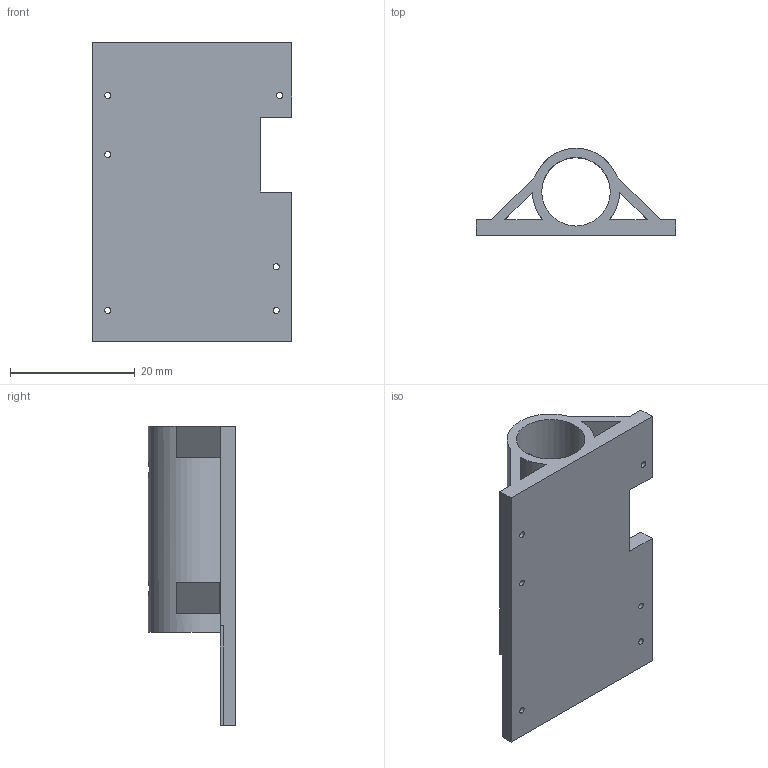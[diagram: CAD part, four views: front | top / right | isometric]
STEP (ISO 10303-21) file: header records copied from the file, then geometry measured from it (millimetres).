
FILE_DESCRIPTION(/* description */ (''),/* implementation_level */ '2;1');
FILE_NAME(/* name */ 'Pen Holder v2.step',/* time_stamp */ '2019-05-31T21:43:23-03:00',/* author */ (''),/* organization */ (''),/* preprocessor_version */ 'ST-DEVELOPER v18',/* originating_system */ 'Autodesk Translation Framework v8.2.0.1029',/* authorisation */ '');
FILE_SCHEMA (('AUTOMOTIVE_DESIGN { 1 0 10303 214 3 1 1 }'));
Length unit declared in the file: millimetre
Products named in the file (1): Pen Holder
Bounding box: 32 x 14 x 48 mm (x, y, z)
Volume: 5103.2 mm3; surface area: 5684.2 mm2
Topology: 1 solids, 1 shells, 40 faces, 124 edges, 84 vertices
Faces by surface type: plane 30, cylinder 10
Full cylindrical faces by diameter (mm): 1 x6, 2.5 x2, 11 x1
Entity records: 1596 total; most frequent: CARTESIAN_POINT 386, ORIENTED_EDGE 250, DIRECTION 225, EDGE_CURVE 125, LINE 91, VECTOR 91, VERTEX_POINT 84, AXIS2_PLACEMENT_3D 67
